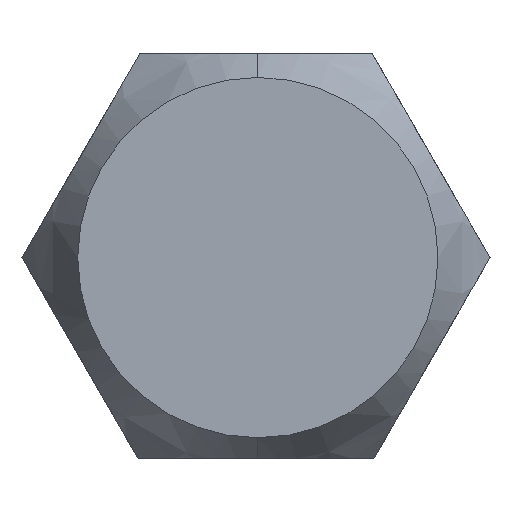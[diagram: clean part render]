
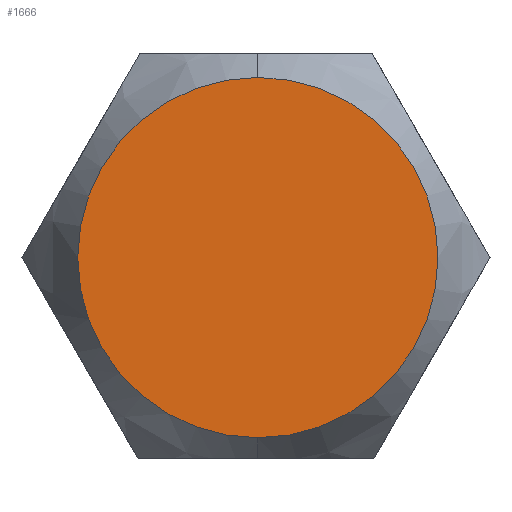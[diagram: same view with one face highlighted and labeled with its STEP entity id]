
A CAD part, front view. The second image highlights one B-rep face of the part: STEP entity #1666.
In plain terms, the highlighted planar face has unit normal (0, -1, 0).
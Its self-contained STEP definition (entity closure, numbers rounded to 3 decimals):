
#71 = DIRECTION ( 'NONE',  ( 0., 0., 1. ) ) ;
#235 = CIRCLE ( 'NONE', #1448, 2.8 ) ;
#478 = DIRECTION ( 'NONE',  ( 0., 1., 0. ) ) ;
#1152 = CARTESIAN_POINT ( 'NONE',  ( 0., 0., 0. ) ) ;
#1189 = EDGE_LOOP ( 'NONE', ( #4475, #1412 ) ) ;
#1280 = EDGE_CURVE ( 'NONE', #1969, #4055, #4101, .T. ) ;
#1412 = ORIENTED_EDGE ( 'NONE', *, *, #1280, .F. ) ;
#1417 = DIRECTION ( 'NONE',  ( 0., 0., -1. ) ) ;
#1448 = AXIS2_PLACEMENT_3D ( 'NONE', #1152, #478, #71 ) ;
#1534 = CARTESIAN_POINT ( 'NONE',  ( 0., 0., 0. ) ) ;
#1666 = ADVANCED_FACE ( 'NONE', ( #2992 ), #2164, .T. ) ;
#1739 = EDGE_CURVE ( 'NONE', #4055, #1969, #235, .T. ) ;
#1969 = VERTEX_POINT ( 'NONE', #3409 ) ;
#2089 = AXIS2_PLACEMENT_3D ( 'NONE', #1534, #3350, #2991 ) ;
#2164 = PLANE ( 'NONE',  #4418 ) ;
#2991 = DIRECTION ( 'NONE',  ( 0., 0., 1. ) ) ;
#2992 = FACE_OUTER_BOUND ( 'NONE', #1189, .T. ) ;
#3207 = CARTESIAN_POINT ( 'NONE',  ( -0.029, 0., -6.3 ) ) ;
#3350 = DIRECTION ( 'NONE',  ( 0., 1., 0. ) ) ;
#3409 = CARTESIAN_POINT ( 'NONE',  ( 0., 0., -2.8 ) ) ;
#4055 = VERTEX_POINT ( 'NONE', #4162 ) ;
#4101 = CIRCLE ( 'NONE', #2089, 2.8 ) ;
#4162 = CARTESIAN_POINT ( 'NONE',  ( 0., 0., 2.8 ) ) ;
#4302 = DIRECTION ( 'NONE',  ( 0., -1., 0. ) ) ;
#4418 = AXIS2_PLACEMENT_3D ( 'NONE', #3207, #4302, #1417 ) ;
#4475 = ORIENTED_EDGE ( 'NONE', *, *, #1739, .F. ) ;
